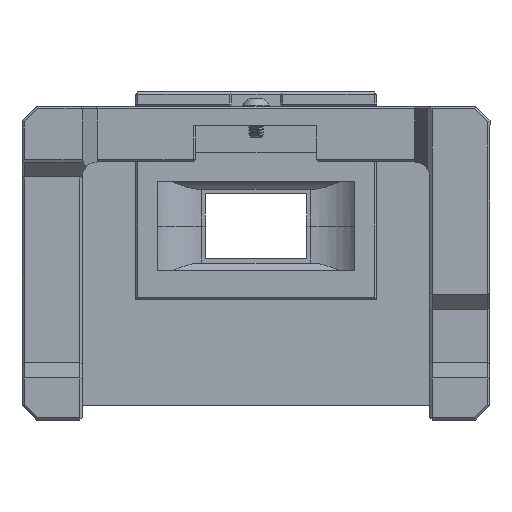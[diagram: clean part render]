
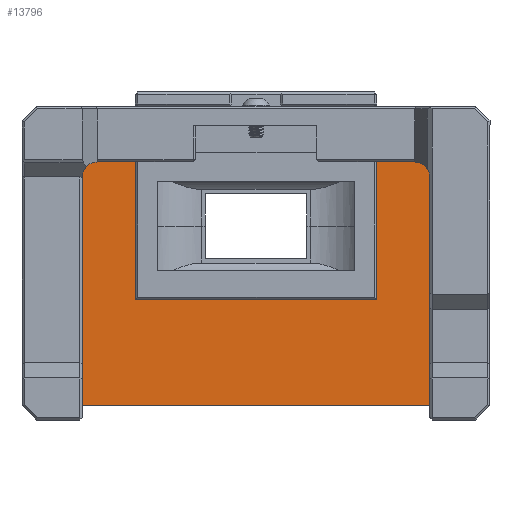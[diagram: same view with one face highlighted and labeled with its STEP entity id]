
A CAD part, front view. The second image highlights one B-rep face of the part: STEP entity #13796.
In plain terms, the highlighted face is planar.
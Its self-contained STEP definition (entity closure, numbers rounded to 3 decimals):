
#4880=ORIENTED_EDGE('',*,*,#7018,.T.);
#4881=ORIENTED_EDGE('',*,*,#7038,.T.);
#4882=ORIENTED_EDGE('',*,*,#7036,.T.);
#4883=ORIENTED_EDGE('',*,*,#7033,.T.);
#4884=ORIENTED_EDGE('',*,*,#7030,.T.);
#4885=ORIENTED_EDGE('',*,*,#7027,.F.);
#4886=ORIENTED_EDGE('',*,*,#7024,.F.);
#4887=ORIENTED_EDGE('',*,*,#7021,.F.);
#7018=EDGE_CURVE('',#8450,#8453,#9596,.T.);
#7021=EDGE_CURVE('',#8450,#8454,#9599,.T.);
#7024=EDGE_CURVE('',#8454,#8456,#9602,.T.);
#7027=EDGE_CURVE('',#8456,#8458,#9605,.T.);
#7030=EDGE_CURVE('',#8460,#8458,#9608,.T.);
#7033=EDGE_CURVE('',#8462,#8460,#9611,.T.);
#7036=EDGE_CURVE('',#8464,#8462,#9614,.T.);
#7038=EDGE_CURVE('',#8453,#8464,#9616,.T.);
#8450=VERTEX_POINT('',#35380);
#8453=VERTEX_POINT('',#35385);
#8454=VERTEX_POINT('',#35389);
#8456=VERTEX_POINT('',#35395);
#8458=VERTEX_POINT('',#35401);
#8460=VERTEX_POINT('',#35407);
#8462=VERTEX_POINT('',#35413);
#8464=VERTEX_POINT('',#35419);
#9596=LINE('',#35386,#10720);
#9599=LINE('',#35392,#10723);
#9602=LINE('',#35398,#10726);
#9605=LINE('',#35404,#10729);
#9608=LINE('',#35410,#10732);
#9611=LINE('',#35416,#10735);
#9614=LINE('',#35422,#10738);
#9616=LINE('',#35425,#10740);
#10720=VECTOR('',#18337,1000.);
#10723=VECTOR('',#18342,1000.);
#10726=VECTOR('',#18347,1000.);
#10729=VECTOR('',#18352,1000.);
#10732=VECTOR('',#18357,1000.);
#10735=VECTOR('',#18362,1000.);
#10738=VECTOR('',#18367,1000.);
#10740=VECTOR('',#18371,1000.);
#11632=EDGE_LOOP('',(#4880,#4881,#4882,#4883,#4884,#4885,#4886,#4887));
#12549=FACE_BOUND('',#11632,.T.);
#13080=PLANE('',#15110);
#13796=ADVANCED_FACE('',(#12549),#13080,.F.);
#15110=AXIS2_PLACEMENT_3D('',#35426,#18372,#18373);
#18337=DIRECTION('',(-1.,0.,0.));
#18342=DIRECTION('',(0.,1.,0.));
#18347=DIRECTION('',(-1.,0.,0.));
#18352=DIRECTION('',(0.,-1.,0.));
#18357=DIRECTION('',(-1.,0.,0.));
#18362=DIRECTION('',(0.,-1.,0.));
#18367=DIRECTION('',(1.,0.,0.));
#18371=DIRECTION('',(0.,-1.,0.));
#18372=DIRECTION('',(0.,0.,1.));
#18373=DIRECTION('',(0.,1.,0.));
#35380=CARTESIAN_POINT('',(105.,134.,0.));
#35385=CARTESIAN_POINT('',(44.,134.,0.));
#35386=CARTESIAN_POINT('',(74.5,134.,0.));
#35389=CARTESIAN_POINT('',(105.,168.,0.));
#35392=CARTESIAN_POINT('',(105.,84.,0.));
#35395=CARTESIAN_POINT('',(0.,168.,0.));
#35398=CARTESIAN_POINT('',(52.5,168.,0.));
#35401=CARTESIAN_POINT('',(0.,0.,0.));
#35404=CARTESIAN_POINT('',(0.,84.,0.));
#35407=CARTESIAN_POINT('',(105.,0.,0.));
#35410=CARTESIAN_POINT('',(52.,0.,0.));
#35413=CARTESIAN_POINT('',(105.,34.,0.));
#35416=CARTESIAN_POINT('',(105.,17.5,0.));
#35419=CARTESIAN_POINT('',(44.,34.,0.));
#35422=CARTESIAN_POINT('',(106.75,34.,0.));
#35425=CARTESIAN_POINT('',(44.,30.381,0.));
#35426=CARTESIAN_POINT('',(14.5,44.,0.));
